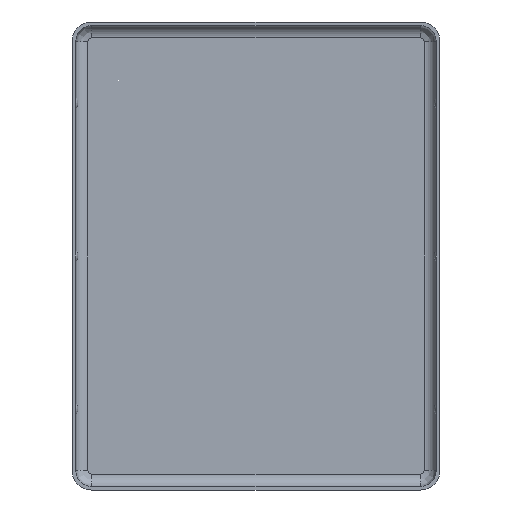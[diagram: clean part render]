
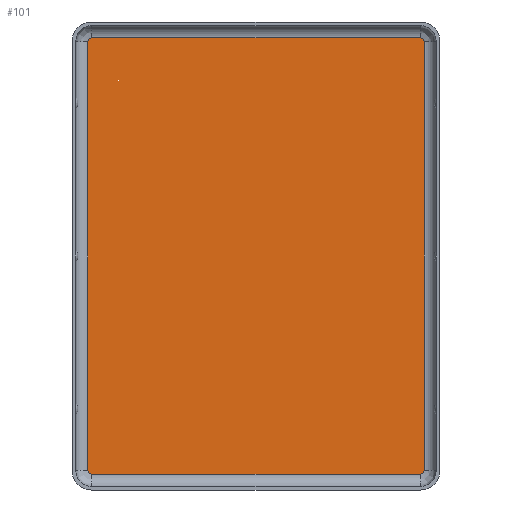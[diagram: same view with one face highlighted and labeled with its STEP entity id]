
A CAD part, front view. The second image highlights one B-rep face of the part: STEP entity #101.
In plain terms, the highlighted planar face has unit normal (0, -1, 0).
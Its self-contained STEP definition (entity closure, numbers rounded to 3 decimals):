
#101 = ADVANCED_FACE( 'NONE', ( #230 ), #231, .T. );
#230 = FACE_OUTER_BOUND( '', #435, .T. );
#231 = PLANE( '', #436 );
#435 = EDGE_LOOP( '', ( #783, #784, #785, #786, #787, #788, #789, #790 ) );
#436 = AXIS2_PLACEMENT_3D( '', #791, #792, #793 );
#783 = ORIENTED_EDGE( '', *, *, #1073, .F. );
#784 = ORIENTED_EDGE( '', *, *, #1083, .F. );
#785 = ORIENTED_EDGE( '', *, *, #1084, .F. );
#786 = ORIENTED_EDGE( '', *, *, #1085, .T. );
#787 = ORIENTED_EDGE( '', *, *, #1086, .T. );
#788 = ORIENTED_EDGE( '', *, *, #1087, .F. );
#789 = ORIENTED_EDGE( '', *, *, #1024, .T. );
#790 = ORIENTED_EDGE( '', *, *, #1029, .T. );
#791 = CARTESIAN_POINT( '', ( 13.45, 0., -17.55 ) );
#792 = DIRECTION( '', ( 0., -1., 0. ) );
#793 = DIRECTION( '', ( 0., 0., -1. ) );
#1024 = EDGE_CURVE( 'NONE', #1166, #1164, #1167, .T. );
#1029 = EDGE_CURVE( 'NONE', #1164, #1172, #1174, .T. );
#1073 = EDGE_CURVE( 'NONE', #1244, #1172, #1246, .T. );
#1083 = EDGE_CURVE( 'NONE', #1260, #1244, #1261, .T. );
#1084 = EDGE_CURVE( 'NONE', #1262, #1260, #1263, .T. );
#1085 = EDGE_CURVE( 'NONE', #1262, #1264, #1265, .T. );
#1086 = EDGE_CURVE( 'NONE', #1264, #1266, #1267, .T. );
#1087 = EDGE_CURVE( 'NONE', #1166, #1266, #1268, .T. );
#1164 = VERTEX_POINT( 'NONE', #1364 );
#1166 = VERTEX_POINT( 'NONE', #1366 );
#1167 = LINE( '', #1367, #1368 );
#1172 = VERTEX_POINT( 'NONE', #1373 );
#1174 = CIRCLE( '', #1375, 0.3 );
#1244 = VERTEX_POINT( 'NONE', #1462 );
#1246 = LINE( '', #1464, #1465 );
#1260 = VERTEX_POINT( 'NONE', #1480 );
#1261 = CIRCLE( '', #1481, 0.3 );
#1262 = VERTEX_POINT( 'NONE', #1482 );
#1263 = LINE( '', #1483, #1484 );
#1264 = VERTEX_POINT( 'NONE', #1485 );
#1265 = CIRCLE( '', #1486, 0.3 );
#1266 = VERTEX_POINT( 'NONE', #1487 );
#1267 = LINE( '', #1488, #1489 );
#1268 = CIRCLE( '', #1490, 0.3 );
#1364 = CARTESIAN_POINT( '', ( -13.75, 0., -17.55 ) );
#1366 = CARTESIAN_POINT( '', ( -13.75, 0., 17.55 ) );
#1367 = CARTESIAN_POINT( '', ( -13.75, 0., 0. ) );
#1368 = VECTOR( '', #1602, 1000. );
#1373 = CARTESIAN_POINT( '', ( -13.45, 0., -17.85 ) );
#1375 = AXIS2_PLACEMENT_3D( '', #1612, #1613, #1614 );
#1462 = CARTESIAN_POINT( '', ( 13.45, 0., -17.85 ) );
#1464 = CARTESIAN_POINT( '', ( 13.45, 0., -17.85 ) );
#1465 = VECTOR( '', #1680, 1000. );
#1480 = CARTESIAN_POINT( '', ( 13.75, 0., -17.55 ) );
#1481 = AXIS2_PLACEMENT_3D( '', #1694, #1695, #1696 );
#1482 = CARTESIAN_POINT( '', ( 13.75, 0., 17.55 ) );
#1483 = CARTESIAN_POINT( '', ( 13.75, 0., 0. ) );
#1484 = VECTOR( '', #1697, 1000. );
#1485 = CARTESIAN_POINT( '', ( 13.45, 0., 17.85 ) );
#1486 = AXIS2_PLACEMENT_3D( '', #1698, #1699, #1700 );
#1487 = CARTESIAN_POINT( '', ( -13.45, 0., 17.85 ) );
#1488 = CARTESIAN_POINT( '', ( 13.45, 0., 17.85 ) );
#1489 = VECTOR( '', #1701, 1000. );
#1490 = AXIS2_PLACEMENT_3D( '', #1702, #1703, #1704 );
#1602 = DIRECTION( '', ( 0., 0., -1. ) );
#1612 = CARTESIAN_POINT( '', ( -13.45, 0., -17.55 ) );
#1613 = DIRECTION( '', ( 0., -1., 0. ) );
#1614 = DIRECTION( '', ( 0., 0., 1. ) );
#1680 = DIRECTION( '', ( -1., 0., 0. ) );
#1694 = CARTESIAN_POINT( '', ( 13.45, 0., -17.55 ) );
#1695 = DIRECTION( '', ( 0., 1., 0. ) );
#1696 = DIRECTION( '', ( 0., 0., 1. ) );
#1697 = DIRECTION( '', ( 0., 0., -1. ) );
#1698 = CARTESIAN_POINT( '', ( 13.45, 0., 17.55 ) );
#1699 = DIRECTION( '', ( 0., -1., 0. ) );
#1700 = DIRECTION( '', ( 0., 0., -1. ) );
#1701 = DIRECTION( '', ( -1., 0., 0. ) );
#1702 = CARTESIAN_POINT( '', ( -13.45, 0., 17.55 ) );
#1703 = DIRECTION( '', ( 0., 1., 0. ) );
#1704 = DIRECTION( '', ( 0., 0., -1. ) );
